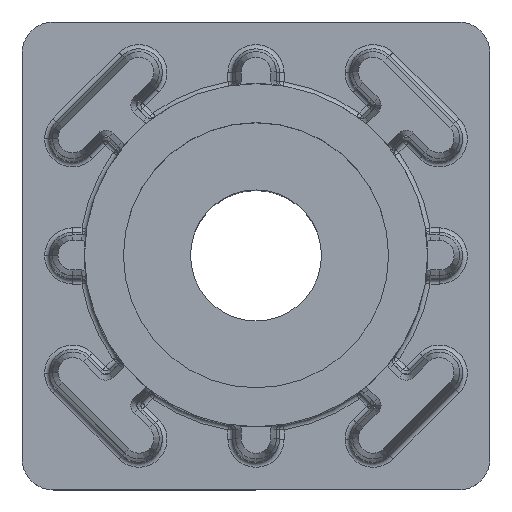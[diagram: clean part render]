
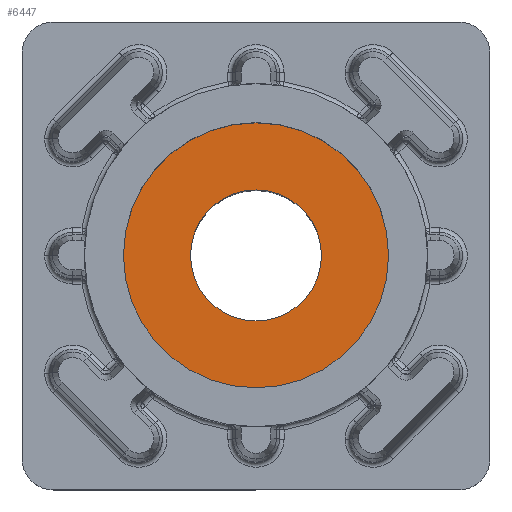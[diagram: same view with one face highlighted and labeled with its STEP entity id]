
A CAD part, top view. The second image highlights one B-rep face of the part: STEP entity #6447.
In plain terms, the highlighted planar face has unit normal (0, 0, 1).
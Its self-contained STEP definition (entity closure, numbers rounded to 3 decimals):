
#497 = AXIS2_PLACEMENT_3D ( 'NONE', #9390, #3997, #10294 ) ;
#772 = ORIENTED_EDGE ( 'NONE', *, *, #11331, .T. ) ;
#1011 = CARTESIAN_POINT ( 'NONE',  ( 0., 0., 25. ) ) ;
#1431 = CARTESIAN_POINT ( 'NONE',  ( -4.2, 0., 25. ) ) ;
#1468 = DIRECTION ( 'NONE',  ( -1., 0., 0. ) ) ;
#1578 = AXIS2_PLACEMENT_3D ( 'NONE', #8084, #2670, #8988 ) ;
#1918 = DIRECTION ( 'NONE',  ( -1., 0., 0. ) ) ;
#2226 = ORIENTED_EDGE ( 'NONE', *, *, #6621, .T. ) ;
#2563 = CIRCLE ( 'NONE', #8997, 4.2 ) ;
#2670 = DIRECTION ( 'NONE',  ( 0., 0., -1. ) ) ;
#3402 = ORIENTED_EDGE ( 'NONE', *, *, #5121, .F. ) ;
#3531 = CIRCLE ( 'NONE', #10168, 8.5 ) ;
#3997 = DIRECTION ( 'NONE',  ( 0., 0., -1. ) ) ;
#4273 = CIRCLE ( 'NONE', #497, 8.5 ) ;
#4946 = CIRCLE ( 'NONE', #1578, 4.2 ) ;
#5121 = EDGE_CURVE ( 'NONE', #7339, #9935, #4273, .T. ) ;
#5201 = DIRECTION ( 'NONE',  ( 0., 0., -1. ) ) ;
#5442 = AXIS2_PLACEMENT_3D ( 'NONE', #1431, #6885, #1468 ) ;
#5809 = CARTESIAN_POINT ( 'NONE',  ( 8.5, 0., 25. ) ) ;
#6447 = ADVANCED_FACE ( 'NONE', ( #9893, #9047 ), #9573, .F. ) ;
#6621 = EDGE_CURVE ( 'NONE', #10565, #11063, #4946, .T. ) ;
#6868 = CARTESIAN_POINT ( 'NONE',  ( 4.2, 0., 25. ) ) ;
#6885 = DIRECTION ( 'NONE',  ( 0., 0., -1. ) ) ;
#7339 = VERTEX_POINT ( 'NONE', #10949 ) ;
#7349 = DIRECTION ( 'NONE',  ( 0., 0., -1. ) ) ;
#7705 = ORIENTED_EDGE ( 'NONE', *, *, #7759, .F. ) ;
#7759 = EDGE_CURVE ( 'NONE', #9935, #7339, #3531, .T. ) ;
#8084 = CARTESIAN_POINT ( 'NONE',  ( 0., 0., 25. ) ) ;
#8722 = CARTESIAN_POINT ( 'NONE',  ( -4.2, 0., 25. ) ) ;
#8988 = DIRECTION ( 'NONE',  ( -1., 0., 0. ) ) ;
#8997 = AXIS2_PLACEMENT_3D ( 'NONE', #1011, #7349, #1918 ) ;
#9047 = FACE_BOUND ( 'NONE', #9675, .T. ) ;
#9390 = CARTESIAN_POINT ( 'NONE',  ( 0., 0., 25. ) ) ;
#9573 = PLANE ( 'NONE',  #5442 ) ;
#9675 = EDGE_LOOP ( 'NONE', ( #772, #2226 ) ) ;
#9893 = FACE_OUTER_BOUND ( 'NONE', #11255, .T. ) ;
#9935 = VERTEX_POINT ( 'NONE', #5809 ) ;
#10168 = AXIS2_PLACEMENT_3D ( 'NONE', #10609, #5201, #11513 ) ;
#10294 = DIRECTION ( 'NONE',  ( -1., 0., 0. ) ) ;
#10565 = VERTEX_POINT ( 'NONE', #6868 ) ;
#10609 = CARTESIAN_POINT ( 'NONE',  ( 0., 0., 25. ) ) ;
#10949 = CARTESIAN_POINT ( 'NONE',  ( -8.5, 0., 25. ) ) ;
#11063 = VERTEX_POINT ( 'NONE', #8722 ) ;
#11255 = EDGE_LOOP ( 'NONE', ( #3402, #7705 ) ) ;
#11331 = EDGE_CURVE ( 'NONE', #11063, #10565, #2563, .T. ) ;
#11513 = DIRECTION ( 'NONE',  ( -1., 0., 0. ) ) ;
